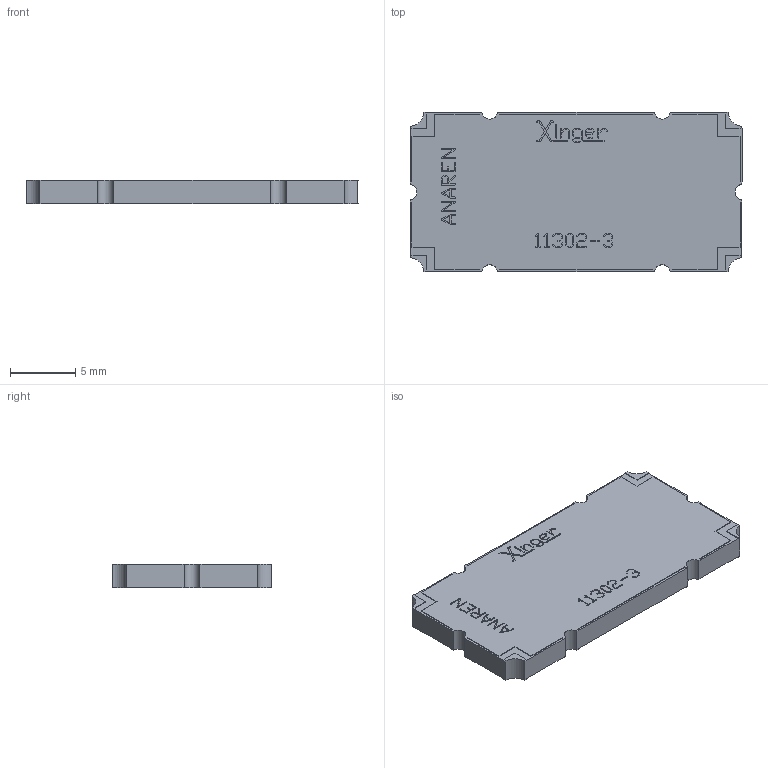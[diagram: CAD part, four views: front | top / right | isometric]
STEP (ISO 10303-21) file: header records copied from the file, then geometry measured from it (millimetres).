
FILE_DESCRIPTION (( 'STEP AP203' ), '1' );
FILE_NAME ('11302-3.STEP', '2025-09-09T13:51:05', ( '' ), ( '' ), 'SwSTEP 2.0', 'SolidWorks 2023', '' );
FILE_SCHEMA (( 'CONFIG_CONTROL_DESIGN' ));
Length unit declared in the file: inch
Products named in the file (1): 11302-3
Bounding box: 25.4 x 12.19 x 1.8 mm (x, y, z)
Volume: 545 mm3; surface area: 757.1 mm2
Topology: 1 solids, 1 shells, 1121 faces, 3195 edges, 2130 vertices
Faces by surface type: plane 754, cylinder 367
Entity records: 36522 total; most frequent: CARTESIAN_POINT 6447, ORIENTED_EDGE 6390, DIRECTION 6173, EDGE_CURVE 3195, LINE 2461, VECTOR 2461, VERTEX_POINT 2130, AXIS2_PLACEMENT_3D 1856
